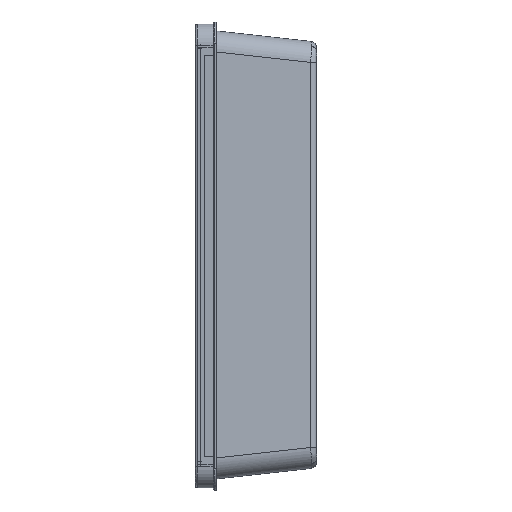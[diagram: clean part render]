
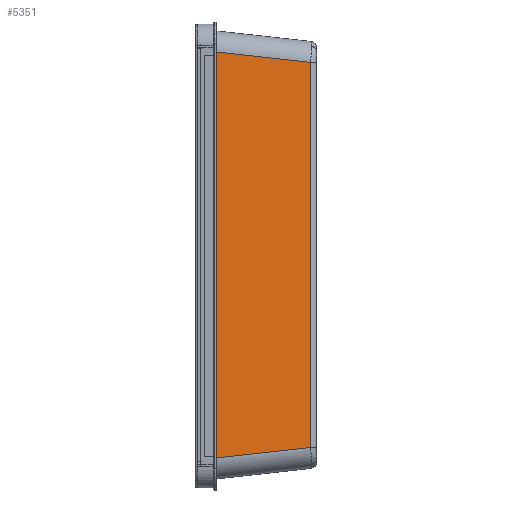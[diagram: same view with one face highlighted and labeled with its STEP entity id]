
A CAD part, left-side view. The second image highlights one B-rep face of the part: STEP entity #5351.
In plain terms, the highlighted planar face has unit normal (-0.996, -0.092, 0).
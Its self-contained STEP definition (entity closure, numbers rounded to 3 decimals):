
#127 = EDGE_CURVE ( 'NONE', #6214, #3961, #951, .T. ) ;
#152 = CARTESIAN_POINT ( 'NONE',  ( -140.386, -22.832, 88.504 ) ) ;
#216 = LINE ( 'NONE', #6378, #2882 ) ;
#391 = DIRECTION ( 'NONE',  ( 0.092, -0.99, 0.11 ) ) ;
#585 = CARTESIAN_POINT ( 'NONE',  ( -142.752, 2.723, 91.344 ) ) ;
#951 = LINE ( 'NONE', #7856, #5765 ) ;
#1013 = VERTEX_POINT ( 'NONE', #7107 ) ;
#1761 = EDGE_CURVE ( 'NONE', #3961, #4484, #2409, .T. ) ;
#2012 = DIRECTION ( 'NONE',  ( -0.092, 0.996, 0. ) ) ;
#2143 = ORIENTED_EDGE ( 'NONE', *, *, #1761, .T. ) ;
#2409 = LINE ( 'NONE', #3197, #3102 ) ;
#2631 = DIRECTION ( 'NONE',  ( 0.996, 0.092, 0. ) ) ;
#2774 = CARTESIAN_POINT ( 'NONE',  ( -142.752, 2.723, -91.344 ) ) ;
#2778 = ORIENTED_EDGE ( 'NONE', *, *, #127, .T. ) ;
#2811 = CARTESIAN_POINT ( 'NONE',  ( -147.5, 54., -97.041 ) ) ;
#2882 = VECTOR ( 'NONE', #4552, 1000. ) ;
#3102 = VECTOR ( 'NONE', #7417, 1000. ) ;
#3197 = CARTESIAN_POINT ( 'NONE',  ( -142.752, 2.723, 0. ) ) ;
#3220 = PLANE ( 'NONE',  #3800 ) ;
#3225 = EDGE_CURVE ( 'NONE', #4484, #1013, #3342, .T. ) ;
#3342 = LINE ( 'NONE', #152, #6867 ) ;
#3800 = AXIS2_PLACEMENT_3D ( 'NONE', #4525, #2631, #2012 ) ;
#3961 = VERTEX_POINT ( 'NONE', #2774 ) ;
#4484 = VERTEX_POINT ( 'NONE', #585 ) ;
#4525 = CARTESIAN_POINT ( 'NONE',  ( -141.289, -13.082, 0. ) ) ;
#4552 = DIRECTION ( 'NONE',  ( 0., 0., 1. ) ) ;
#4950 = ORIENTED_EDGE ( 'NONE', *, *, #6902, .F. ) ;
#5351 = ADVANCED_FACE ( 'NONE', ( #5715 ), #3220, .F. ) ;
#5715 = FACE_OUTER_BOUND ( 'NONE', #7054, .T. ) ;
#5765 = VECTOR ( 'NONE', #391, 1000. ) ;
#6214 = VERTEX_POINT ( 'NONE', #2811 ) ;
#6378 = CARTESIAN_POINT ( 'NONE',  ( -147.5, 54., -107. ) ) ;
#6442 = DIRECTION ( 'NONE',  ( -0.092, 0.99, 0.11 ) ) ;
#6867 = VECTOR ( 'NONE', #6442, 1000. ) ;
#6902 = EDGE_CURVE ( 'NONE', #6214, #1013, #216, .T. ) ;
#7054 = EDGE_LOOP ( 'NONE', ( #2778, #2143, #7765, #4950 ) ) ;
#7107 = CARTESIAN_POINT ( 'NONE',  ( -147.5, 54., 97.041 ) ) ;
#7417 = DIRECTION ( 'NONE',  ( 0., 0., 1. ) ) ;
#7765 = ORIENTED_EDGE ( 'NONE', *, *, #3225, .T. ) ;
#7856 = CARTESIAN_POINT ( 'NONE',  ( -140.386, -22.832, -88.504 ) ) ;
